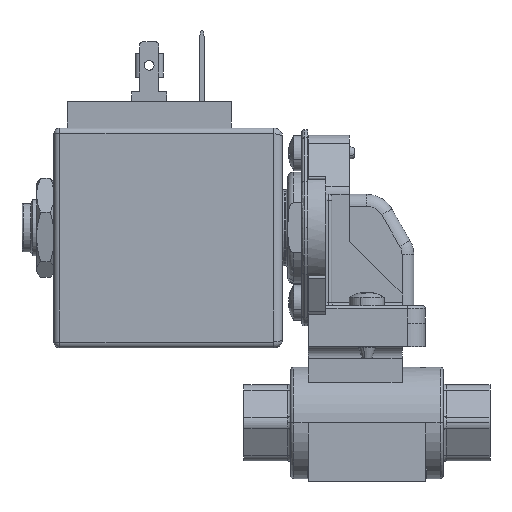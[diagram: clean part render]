
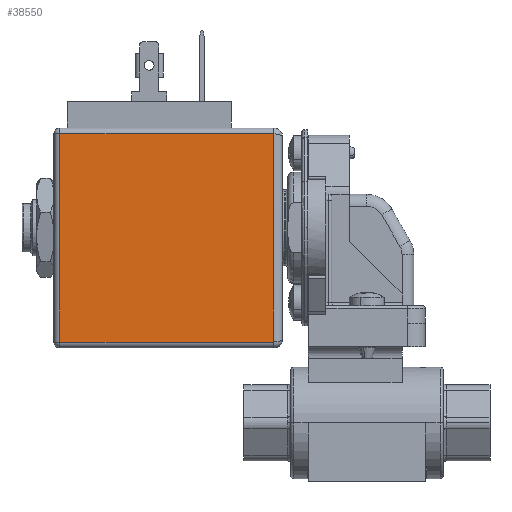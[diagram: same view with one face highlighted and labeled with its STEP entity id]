
A CAD part, front view. The second image highlights one B-rep face of the part: STEP entity #38550.
In plain terms, the highlighted planar face has unit normal (0, 1, 0).
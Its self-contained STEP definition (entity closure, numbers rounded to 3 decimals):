
#13286=DIRECTION('',(-1.,0.,0.));
#13287=VECTOR('',#13286,36.5);
#13288=CARTESIAN_POINT('',(-15.9,-15.,
13.8));
#13289=LINE('',#13288,#13287);
#13300=DIRECTION('',(0.,0.,-1.));
#13301=VECTOR('',#13300,35.5);
#13302=CARTESIAN_POINT('',(-15.9,-15.,
49.3));
#13303=LINE('',#13302,#13301);
#13361=DIRECTION('',(1.,0.,0.));
#13362=VECTOR('',#13361,36.5);
#13363=CARTESIAN_POINT('',(-52.4,-15.,
49.3));
#13364=LINE('',#13363,#13362);
#13492=DIRECTION('',(0.,0.,1.));
#13493=VECTOR('',#13492,35.5);
#13494=CARTESIAN_POINT('',(-52.4,-15.,
13.8));
#13495=LINE('',#13494,#13493);
#32953=CARTESIAN_POINT('',(-15.9,-15.,13.8));
#32954=VERTEX_POINT('',#32953);
#32955=CARTESIAN_POINT('',(-52.4,-15.,
13.8));
#32956=VERTEX_POINT('',#32955);
#32959=CARTESIAN_POINT('',(-15.9,-15.,
49.3));
#32960=VERTEX_POINT('',#32959);
#32961=CARTESIAN_POINT('',(-52.4,-15.,
49.3));
#32962=VERTEX_POINT('',#32961);
#38536=CARTESIAN_POINT('',(-34.15,-15.,31.55));
#38537=DIRECTION('',(0.,1.,0.));
#38538=DIRECTION('',(0.,0.,-1.));
#38539=AXIS2_PLACEMENT_3D('',#38536,#38537,#38538);
#38540=PLANE('',#38539);
#38541=ORIENTED_EDGE('',*,*,#38520,.F.);
#38543=ORIENTED_EDGE('',*,*,#38542,.F.);
#38545=ORIENTED_EDGE('',*,*,#38544,.F.);
#38547=ORIENTED_EDGE('',*,*,#38546,.F.);
#38548=EDGE_LOOP('',(#38541,#38543,#38545,#38547));
#38549=FACE_OUTER_BOUND('',#38548,.F.);
#38550=ADVANCED_FACE('',(#38549),#38540,.T.);
#38520=EDGE_CURVE('',#32954,#32956,#13289,.T.);
#38542=EDGE_CURVE('',#32960,#32954,#13303,.T.);
#38544=EDGE_CURVE('',#32962,#32960,#13364,.T.);
#38546=EDGE_CURVE('',#32956,#32962,#13495,.T.);
